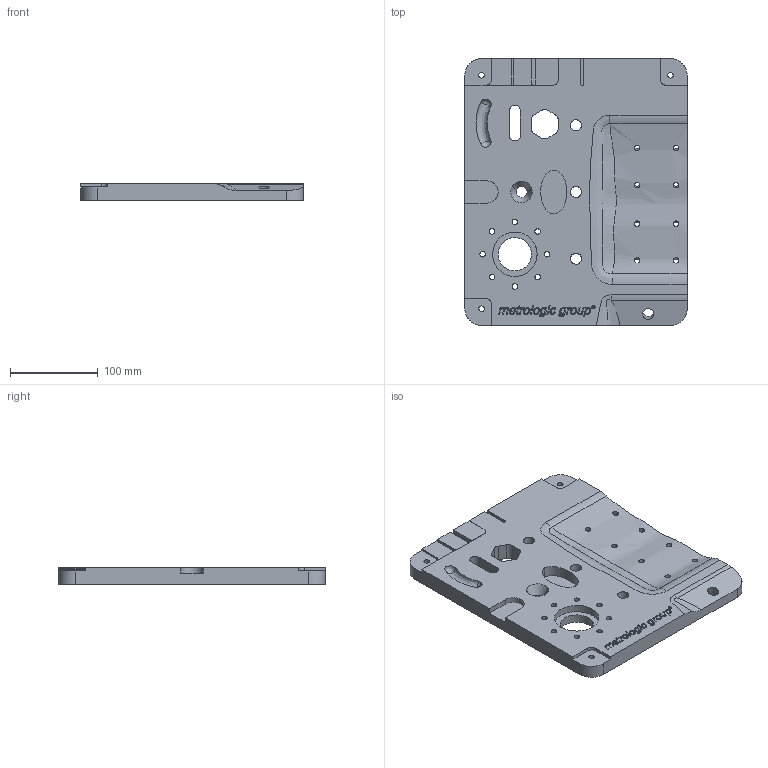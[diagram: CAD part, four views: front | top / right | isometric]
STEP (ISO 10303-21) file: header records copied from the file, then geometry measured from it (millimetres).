
FILE_DESCRIPTION( ('This file contains a STEP AP42 implementation' ,'as created by ZW3D STEP Interface translator.') ,'2;1' );
FILE_NAME( 'Metrologic_TrainingPart 2022 .stp' ,'201017.13 422', (''), ('ZWCAD Software Co.'), 'Version 1.0', 'ZW3D to STEP translator', '' );
FILE_SCHEMA(('AUTOMOTIVE_DESIGN'));
Length unit declared in the file: millimetre
Products named in the file (2): 0; Metrologic_TrainingPart
Bounding box: 254 x 304.8 x 19.05 mm (x, y, z)
Surface area: 185543.1 mm2 (no closed solid volume)
Topology: 0 solids, 1 shells, 483 faces, 1353 edges, 897 vertices
Faces by surface type: bspline 483
Entity records: 24963 total; most frequent: CARTESIAN_POINT 16376, ORIENTED_EDGE 2696, EDGE_CURVE 1349, B_SPLINE_CURVE_WITH_KNOTS 1139, VERTEX_POINT 897, EDGE_LOOP 567, FACE_OUTER_BOUND 483, ADVANCED_FACE 483
